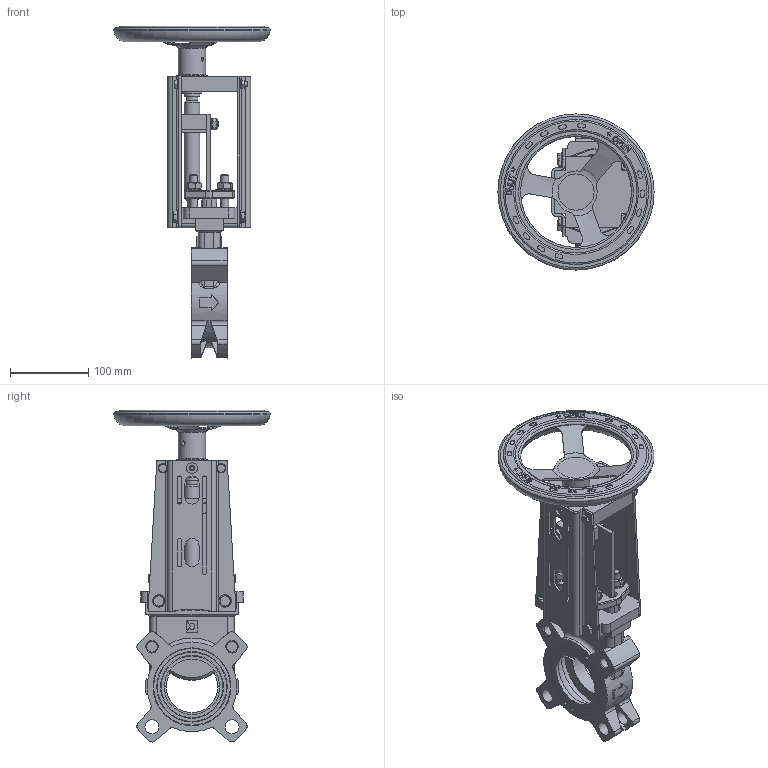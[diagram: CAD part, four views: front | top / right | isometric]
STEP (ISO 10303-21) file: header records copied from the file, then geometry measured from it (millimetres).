
FILE_DESCRIPTION(/* description */ ('Stoffschieber, DN65, GG-25, weichdichtend, Handrad'),/* implementation_level */ '2;1');
FILE_NAME(/* name */ 'WGM16N-DN65_105799.step',/* time_stamp */ '2025-06-30T10:40:09+02:00',/* author */ (''),/* organization */ (''),/* preprocessor_version */ 'ST-DEVELOPER v20.1',/* originating_system */ 'Autodesk Translation Framework v14.10.0.0',/* authorisation */ '');
FILE_SCHEMA (('AUTOMOTIVE_DESIGN { 1 0 10303 214 3 1 1 }'));
Length unit declared in the file: millimetre
Products named in the file (24): WGE-GG-SOF-065/MW-K; WGS-BO-GG-SOF-065-K; SCH0162-04-01-B; WGS-ST-MW-065; WGS-SN-050-065; WGS-KN-xxx-065; WGS-GL-GG-065; WGS-PL-MW-CS-065; SCH0250-02-01-B; WGS-BR-CS-B-065; WGS-BR-CS-F-065; BRA-400x155x15; WGS-MW-200; DIN 931-1 - M8 x 50; DIN 934 - M8; DIN 128 - A8; DIN 835 - M10 x 40; DIN 125-1 - B 10.5; DIN 934 - M10; DIN 933 - M8  x 14; DIN 125-1 - B 8.4; DIN 933 - M6  x 90; DIN 125-1 - B 6.4; DIN 934 - M6
Assembly tree (46 placements, depth 2):
  WGE-GG-SOF-065/MW-K
    WGS-BO-GG-SOF-065-K
    SCH0162-04-01-B
    WGS-ST-MW-065
    WGS-SN-050-065
    WGS-KN-xxx-065
    DIN 931-1 - M8 x 50  x2
    DIN 934 - M8  x2
    DIN 128 - A8  x2
    WGS-GL-GG-065
    WGS-PL-MW-CS-065
    SCH0250-02-01-B
    DIN 835 - M10 x 40  x4
    DIN 125-1 - B 10.5  x4
    DIN 934 - M10  x4
    WGS-BR-CS-B-065
    WGS-BR-CS-F-065
    DIN 933 - M8  x 14  x4
    DIN 125-1 - B 8.4  x4
    BRA-400x155x15
    DIN 933 - M6  x 90  x2
    DIN 125-1 - B 6.4  x4
    DIN 934 - M6  x2
    WGS-MW-200
Bounding box: 200 x 200 x 425.14 mm (x, y, z)
Volume: 1406370.5 mm3; surface area: 431954.8 mm2
Topology: 46 solids, 46 shells, 1458 faces, 3556 edges, 2259 vertices
Faces by surface type: plane 660, cylinder 406, cone 159, bspline 150, torus 67, sphere 16
Full cylindrical faces by diameter (mm): 4.917 x3, 5.459 x2, 6 x3, 6.25 x6, 6.4 x4, 6.5 x6, 6.647 x6, 7.323 x4, 8 x6, 8.376 x8, 8.4 x4, 8.5 x4, 8.7 x2, 10 x4, 10.5 x4, 11.4 x4, 11.6 x4, 12 x4, 13.835 x4, 14 x1, 15 x4, 15.5 x1, 16 x6, 16.2 x2, 18 x4, 20 x6, 25 x2, 35 x1, 40 x1, 66 x1
Entity records: 41357 total; most frequent: CARTESIAN_POINT 11846, ORIENTED_EDGE 6108, DIRECTION 5707, EDGE_CURVE 3054, AXIS2_PLACEMENT_3D 2021, VERTEX_POINT 1961, LINE 1665, VECTOR 1665
